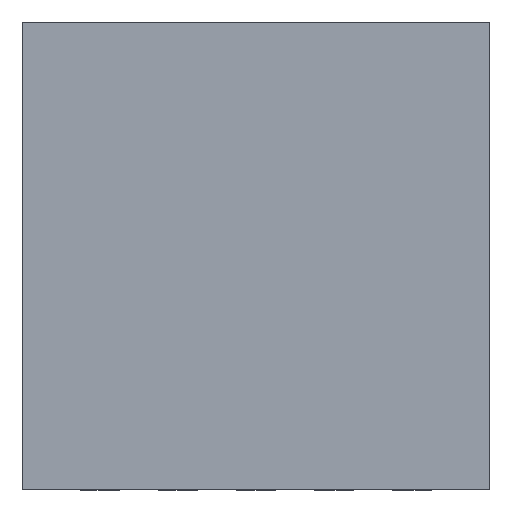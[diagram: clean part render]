
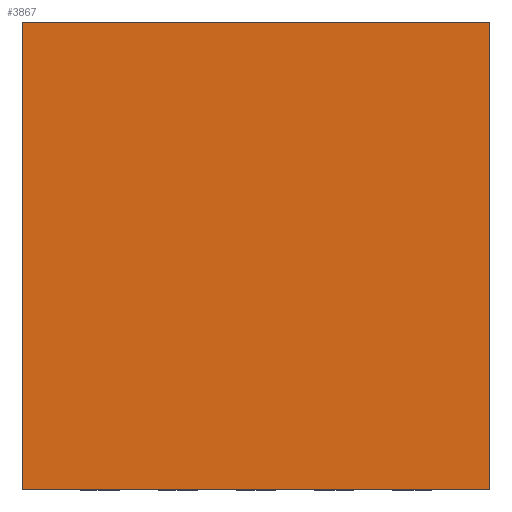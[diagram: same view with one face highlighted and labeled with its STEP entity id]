
A CAD part, top view. The second image highlights one B-rep face of the part: STEP entity #3867.
In plain terms, the highlighted planar face has unit normal (0, 0, 1).
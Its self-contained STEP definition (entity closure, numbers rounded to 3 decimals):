
#251=FACE_OUTER_BOUND('',#477,.T.);
#477=EDGE_LOOP('',(#2991,#2992,#2993,#2994));
#773=LINE('',#5834,#1249);
#797=LINE('',#5883,#1273);
#865=LINE('',#6029,#1341);
#881=LINE('',#6056,#1357);
#1249=VECTOR('',#4725,1000.);
#1273=VECTOR('',#4751,1000.);
#1341=VECTOR('',#4851,1000.);
#1357=VECTOR('',#4869,1000.);
#1711=VERTEX_POINT('',#5831);
#1712=VERTEX_POINT('',#5833);
#1735=VERTEX_POINT('',#5880);
#1736=VERTEX_POINT('',#5882);
#2127=EDGE_CURVE('',#1712,#1711,#773,.T.);
#2151=EDGE_CURVE('',#1736,#1735,#797,.T.);
#2233=EDGE_CURVE('',#1711,#1736,#865,.T.);
#2249=EDGE_CURVE('',#1735,#1712,#881,.T.);
#2991=ORIENTED_EDGE('',*,*,#2249,.T.);
#2992=ORIENTED_EDGE('',*,*,#2127,.T.);
#2993=ORIENTED_EDGE('',*,*,#2233,.T.);
#2994=ORIENTED_EDGE('',*,*,#2151,.T.);
#3662=PLANE('',#4175);
#3867=ADVANCED_FACE('',(#251),#3662,.T.);
#4175=AXIS2_PLACEMENT_3D('',#6077,#4882,#4883);
#4725=DIRECTION('',(0.,-1.,0.));
#4751=DIRECTION('',(0.,1.,0.));
#4851=DIRECTION('',(1.,0.,0.));
#4869=DIRECTION('',(-1.,0.,0.));
#4882=DIRECTION('center_axis',(0.,0.,1.));
#4883=DIRECTION('ref_axis',(0.,-1.,0.));
#5831=CARTESIAN_POINT('',(-1.5,-1.5,0.65));
#5833=CARTESIAN_POINT('',(-1.5,1.5,0.65));
#5834=CARTESIAN_POINT('',(-1.5,-1.5,0.65));
#5880=CARTESIAN_POINT('',(1.5,1.5,0.65));
#5882=CARTESIAN_POINT('',(1.5,-1.5,0.65));
#5883=CARTESIAN_POINT('',(1.5,-1.5,0.65));
#6029=CARTESIAN_POINT('',(1.5,-1.5,0.65));
#6056=CARTESIAN_POINT('',(1.5,1.5,0.65));
#6077=CARTESIAN_POINT('Origin',(0.,0.,0.65));
